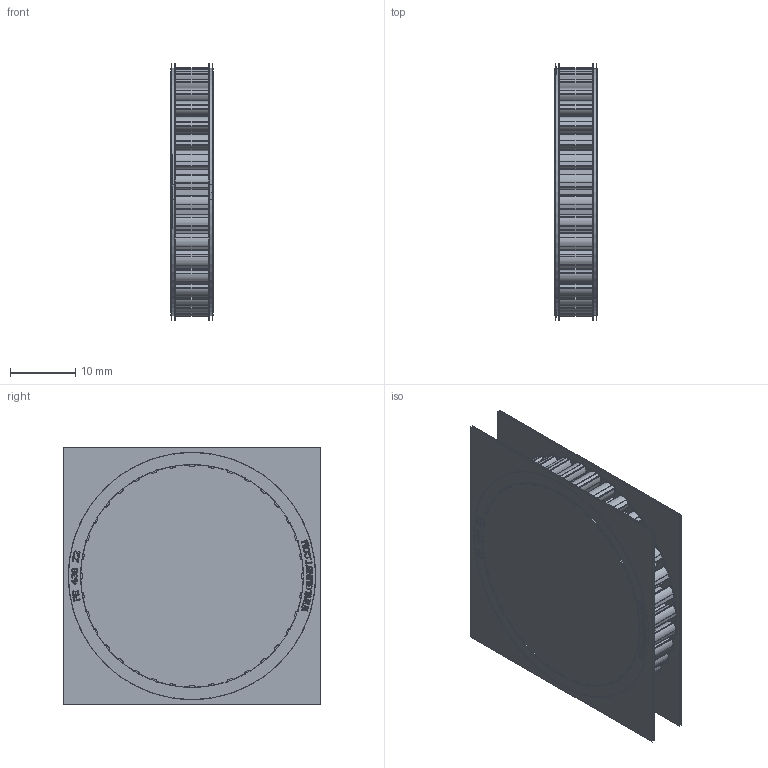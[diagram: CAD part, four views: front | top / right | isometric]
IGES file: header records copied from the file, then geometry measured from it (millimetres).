
Start section:  PTC IGES file: fe438z2.igs
Global section: file name: fe438z2.igs; native system: Creo Parametric by Parametric Technology Corporation; preprocessor: 2013150; author: sales 4; organization: Unknown; date: 20140324.141737; units: millimetre
Bounding box: 6.55 x 39.31 x 39.32 mm (x, y, z)
Volume: 1409.1 mm3; surface area: 45023.1 mm2
Topology: 37 solids, 37 shells, 2994 faces, 15950 edges, 20188 vertices
Faces by surface type: bspline 1546, revolution 1448
